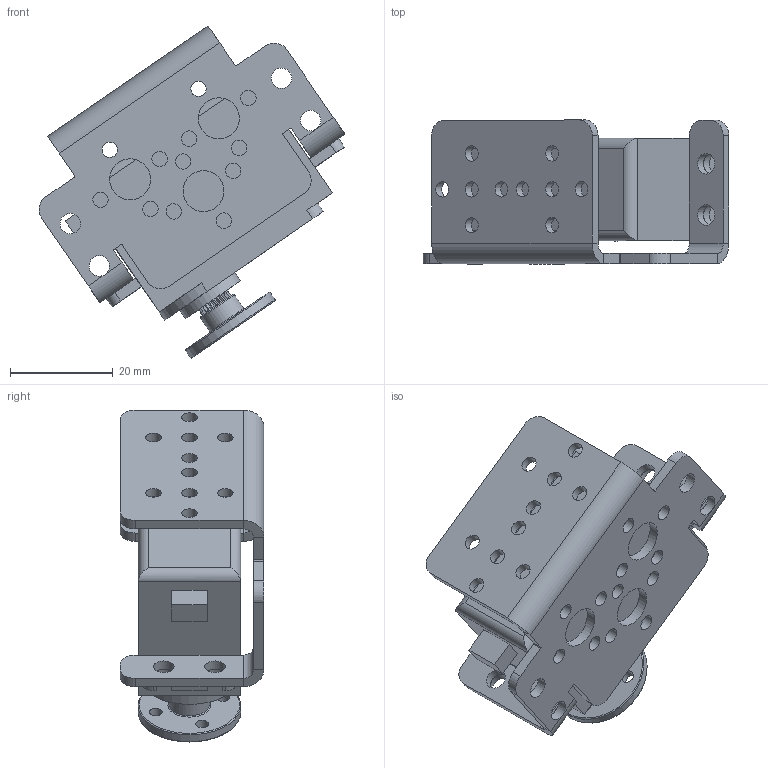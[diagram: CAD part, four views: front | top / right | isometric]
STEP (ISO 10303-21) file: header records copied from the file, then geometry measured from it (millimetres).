
FILE_DESCRIPTION(/* description */ (''),/* implementation_level */ '2;1');
FILE_NAME(/* name */ 'Joint_1_modelo_6R_ipt_ab99a143.STEP',/* time_stamp */ '2020-07-01T16:50:51-05:00',/* author */ ('Daniel Caycedo'),/* organization */ (''),/* preprocessor_version */ 'ST-DEVELOPER v16.5',/* originating_system */ 'Autodesk Inventor 2017',/* authorisation */ '');
FILE_SCHEMA (('AUTOMOTIVE_DESIGN { 1 0 10303 214 3 1 1 }'));
Length unit declared in the file: millimetre
Products named in the file (1): Joint_1_modelo_6R
Bounding box: 59.64 x 28 x 64.74 mm (x, y, z)
Volume: 32092 mm3; surface area: 13487 mm2
Topology: 1 solids, 1 shells, 225 faces, 624 edges, 399 vertices
Faces by surface type: plane 119, cylinder 101, torus 4, cone 1
Full cylindrical faces by diameter (mm): 2.5 x4, 3 x23, 4 x8, 8 x4, 13 x1, 20 x1
Entity records: 7217 total; most frequent: DIRECTION 1235, CARTESIAN_POINT 1197, ORIENTED_EDGE 1150, EDGE_CURVE 575, AXIS2_PLACEMENT_3D 434, VERTEX_POINT 396, LINE 367, VECTOR 367
